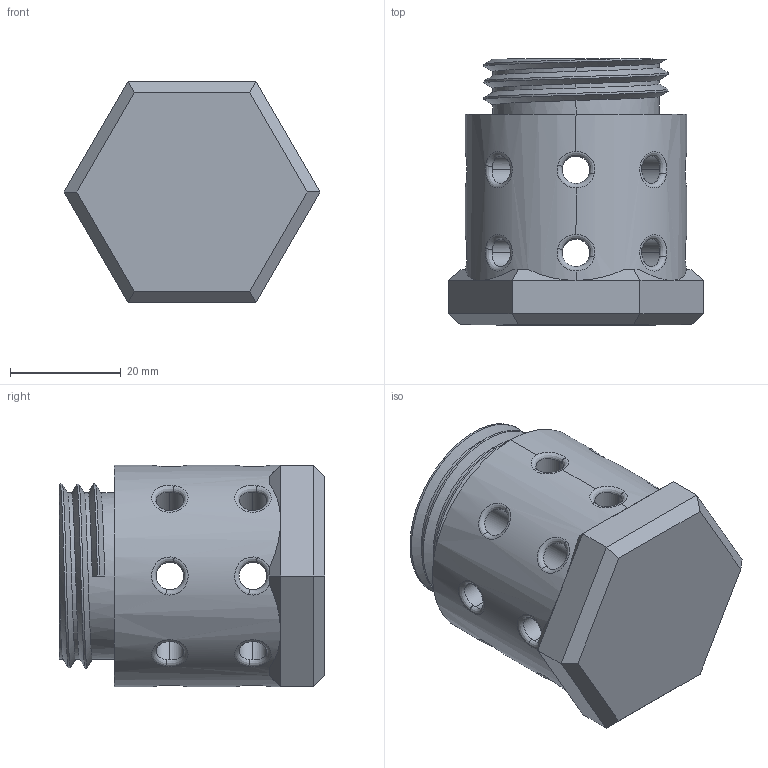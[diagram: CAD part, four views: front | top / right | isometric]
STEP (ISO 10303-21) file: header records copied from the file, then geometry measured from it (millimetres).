
FILE_DESCRIPTION (( 'STEP AP214' ), '1' );
FILE_NAME ('DS40FBottomLong.STEP', '2025-02-03T17:25:53', ( '' ), ( '' ), 'SwSTEP 2.0', 'SolidWorks 2022', '' );
FILE_SCHEMA (( 'AUTOMOTIVE_DESIGN' ));
Length unit declared in the file: millimetre
Products named in the file (1): DS40FBottomLong
Bounding box: 46.19 x 48 x 40 mm (x, y, z)
Volume: 40354.1 mm3; surface area: 13768.9 mm2
Topology: 1 solids, 1 shells, 205 faces, 621 edges, 401 vertices
Faces by surface type: bspline 83, cylinder 60, plane 38, torus 14, cone 10
Entity records: 19314 total; most frequent: CARTESIAN_POINT 14503, ORIENTED_EDGE 1242, DIRECTION 700, EDGE_CURVE 621, VERTEX_POINT 401, B_SPLINE_CURVE_WITH_KNOTS 297, AXIS2_PLACEMENT_3D 282, EDGE_LOOP 236
